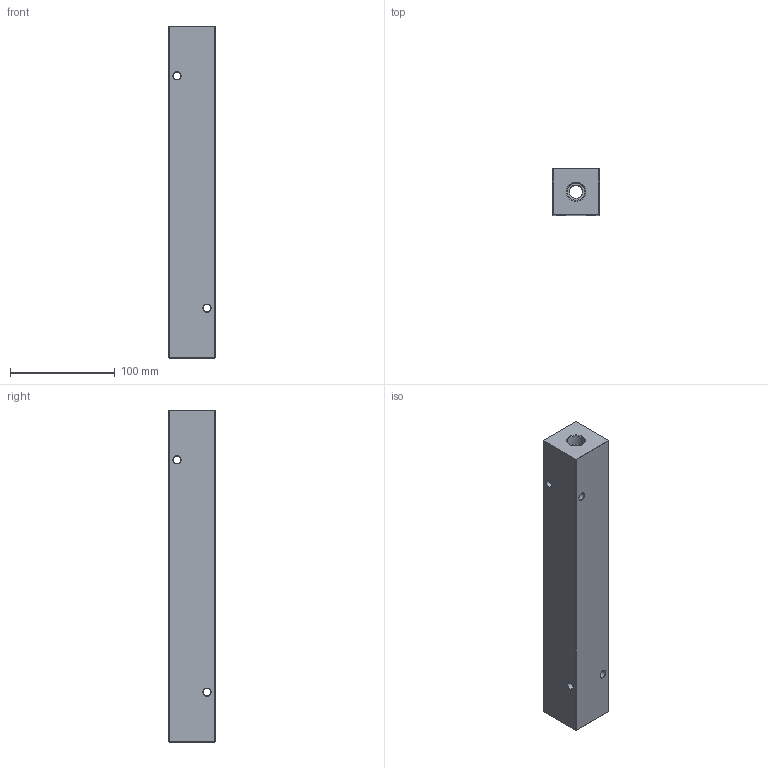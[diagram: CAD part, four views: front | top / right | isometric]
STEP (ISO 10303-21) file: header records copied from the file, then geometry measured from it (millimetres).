
FILE_DESCRIPTION (( 'STEP AP214' ), '1' );
FILE_NAME ('HM-7-0-P-6-6.STEP', '2020-02-28T16:25:41', ( '' ), ( '' ), 'SwSTEP 2.0', 'SolidWorks 2019', '' );
FILE_SCHEMA (( 'AUTOMOTIVE_DESIGN' ));
Length unit declared in the file: inch
Products named in the file (1): HM-7-0-P-6-6
Bounding box: 44.45 x 44.45 x 317.5 mm (x, y, z)
Volume: 554493.7 mm3; surface area: 79927.5 mm2
Topology: 1 solids, 1 shells, 499 faces, 1299 edges, 844 vertices
Faces by surface type: plane 252, bspline 177, cone 38, cylinder 32
Entity records: 30566 total; most frequent: CARTESIAN_POINT 13256, ORIENTED_EDGE 2598, DIRECTION 1655, EDGE_CURVE 1299, VERTEX_POINT 844, LINE 793, VECTOR 793, EDGE_LOOP 569
